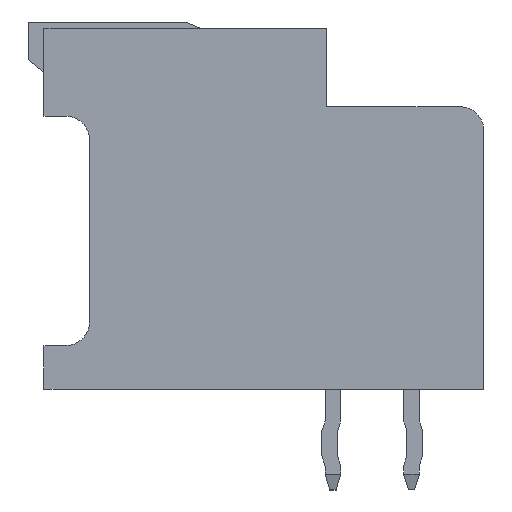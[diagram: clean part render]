
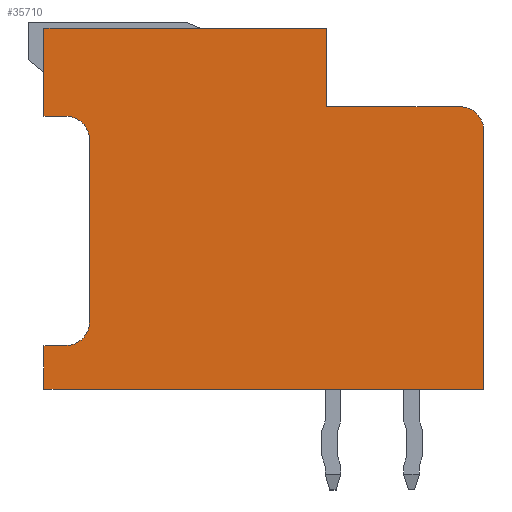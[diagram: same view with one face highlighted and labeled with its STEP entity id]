
A CAD part, left-side view. The second image highlights one B-rep face of the part: STEP entity #35710.
In plain terms, the highlighted face is planar.
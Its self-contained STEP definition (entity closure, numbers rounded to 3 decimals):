
#793=PLANE('',#37209);
#3721=LINE('',#49309,#7350);
#3726=LINE('',#49318,#7355);
#3730=LINE('',#49327,#7359);
#3739=LINE('',#49349,#7368);
#3772=LINE('',#49424,#7401);
#3776=LINE('',#49433,#7405);
#3780=LINE('',#49442,#7409);
#3781=LINE('',#49444,#7410);
#3782=LINE('',#49446,#7411);
#3783=LINE('',#49449,#7412);
#7350=VECTOR('',#41903,1000.);
#7355=VECTOR('',#41910,1000.);
#7359=VECTOR('',#41916,1000.);
#7368=VECTOR('',#41935,1000.);
#7401=VECTOR('',#41992,1000.);
#7405=VECTOR('',#41998,1000.);
#7409=VECTOR('',#42004,1000.);
#7410=VECTOR('',#42007,1000.);
#7411=VECTOR('',#42008,1000.);
#7412=VECTOR('',#42013,1000.);
#12718=ORIENTED_EDGE('',*,*,#18531,.T.);
#12719=ORIENTED_EDGE('',*,*,#18543,.T.);
#12720=ORIENTED_EDGE('',*,*,#18540,.T.);
#12721=ORIENTED_EDGE('',*,*,#18597,.T.);
#12722=ORIENTED_EDGE('',*,*,#18598,.T.);
#12723=ORIENTED_EDGE('',*,*,#18551,.T.);
#12724=ORIENTED_EDGE('',*,*,#18588,.T.);
#12725=ORIENTED_EDGE('',*,*,#18599,.F.);
#12726=ORIENTED_EDGE('',*,*,#18592,.T.);
#12727=ORIENTED_EDGE('',*,*,#18600,.F.);
#12728=ORIENTED_EDGE('',*,*,#18596,.T.);
#12729=ORIENTED_EDGE('',*,*,#18601,.T.);
#12730=ORIENTED_EDGE('',*,*,#18536,.T.);
#18531=EDGE_CURVE('',#21490,#21489,#3721,.T.);
#18536=EDGE_CURVE('',#21493,#21490,#3726,.T.);
#18540=EDGE_CURVE('',#21497,#21496,#3730,.T.);
#18543=EDGE_CURVE('',#21489,#21497,#22232,.T.);
#18551=EDGE_CURVE('',#21505,#21504,#3739,.T.);
#18588=EDGE_CURVE('',#21504,#21534,#3772,.T.);
#18592=EDGE_CURVE('',#21535,#21538,#3776,.T.);
#18596=EDGE_CURVE('',#21539,#21542,#3780,.T.);
#18597=EDGE_CURVE('',#21496,#21543,#3781,.T.);
#18598=EDGE_CURVE('',#21543,#21505,#3782,.T.);
#18599=EDGE_CURVE('',#21535,#21534,#22237,.T.);
#18600=EDGE_CURVE('',#21539,#21538,#22238,.T.);
#18601=EDGE_CURVE('',#21542,#21493,#3783,.T.);
#21489=VERTEX_POINT('',#49308);
#21490=VERTEX_POINT('',#49310);
#21493=VERTEX_POINT('',#49319);
#21496=VERTEX_POINT('',#49326);
#21497=VERTEX_POINT('',#49328);
#21504=VERTEX_POINT('',#49348);
#21505=VERTEX_POINT('',#49350);
#21534=VERTEX_POINT('',#49423);
#21535=VERTEX_POINT('',#49427);
#21538=VERTEX_POINT('',#49432);
#21539=VERTEX_POINT('',#49436);
#21542=VERTEX_POINT('',#49441);
#21543=VERTEX_POINT('',#49445);
#22232=CIRCLE('',#37192,0.75);
#22237=CIRCLE('',#37210,0.75);
#22238=CIRCLE('',#37211,0.75);
#23046=EDGE_LOOP('',(#12718,#12719,#12720,#12721,#12722,#12723,#12724,#12725,
#12726,#12727,#12728,#12729,#12730));
#24473=FACE_BOUND('',#23046,.T.);
#35710=ADVANCED_FACE('',(#24473),#793,.T.);
#37192=AXIS2_PLACEMENT_3D('',#49332,#41922,#41923);
#37209=AXIS2_PLACEMENT_3D('',#49443,#42005,#42006);
#37210=AXIS2_PLACEMENT_3D('',#49447,#42009,#42010);
#37211=AXIS2_PLACEMENT_3D('',#49448,#42011,#42012);
#41903=DIRECTION('',(0.,1.,0.));
#41910=DIRECTION('',(0.,0.,-1.));
#41916=DIRECTION('',(0.,0.,1.));
#41922=DIRECTION('',(1.,0.,0.));
#41923=DIRECTION('',(0.,0.,-1.));
#41935=DIRECTION('',(0.,-1.,0.));
#41992=DIRECTION('',(0.,0.,-1.));
#41998=DIRECTION('',(0.,-1.,0.));
#42004=DIRECTION('',(0.,0.,1.));
#42005=DIRECTION('',(1.,0.,0.));
#42006=DIRECTION('',(0.,0.,-1.));
#42007=DIRECTION('',(0.,1.,0.));
#42008=DIRECTION('',(0.,0.,1.));
#42009=DIRECTION('',(1.,0.,0.));
#42010=DIRECTION('',(0.,0.,-1.));
#42011=DIRECTION('',(1.,0.,0.));
#42012=DIRECTION('',(0.,0.,-1.));
#42013=DIRECTION('',(0.,-1.,0.));
#49308=CARTESIAN_POINT('',(16.7,3.75,-7.));
#49309=CARTESIAN_POINT('',(16.7,-4.5,-7.));
#49310=CARTESIAN_POINT('',(16.7,-4.5,-7.));
#49318=CARTESIAN_POINT('',(16.7,-4.5,7.));
#49319=CARTESIAN_POINT('',(16.7,-4.5,7.));
#49326=CARTESIAN_POINT('',(16.7,4.5,-2.));
#49327=CARTESIAN_POINT('',(16.7,4.5,-7.));
#49328=CARTESIAN_POINT('',(16.7,4.5,-6.25));
#49332=CARTESIAN_POINT('',(16.7,3.75,-6.25));
#49348=CARTESIAN_POINT('',(16.7,4.2,7.));
#49349=CARTESIAN_POINT('',(16.7,7.,7.));
#49350=CARTESIAN_POINT('',(16.7,7.,7.));
#49423=CARTESIAN_POINT('',(16.7,4.2,6.3));
#49424=CARTESIAN_POINT('',(16.7,4.2,7.));
#49427=CARTESIAN_POINT('',(16.7,3.45,5.55));
#49432=CARTESIAN_POINT('',(16.7,-2.35,5.55));
#49433=CARTESIAN_POINT('',(16.7,4.2,5.55));
#49436=CARTESIAN_POINT('',(16.7,-3.1,6.3));
#49441=CARTESIAN_POINT('',(16.7,-3.1,7.));
#49442=CARTESIAN_POINT('',(16.7,-3.1,5.55));
#49443=CARTESIAN_POINT('',(16.7,0.,0.));
#49444=CARTESIAN_POINT('',(16.7,4.5,-2.));
#49445=CARTESIAN_POINT('',(16.7,7.,-2.));
#49446=CARTESIAN_POINT('',(16.7,7.,-2.));
#49447=CARTESIAN_POINT('',(16.7,3.45,6.3));
#49448=CARTESIAN_POINT('',(16.7,-2.35,6.3));
#49449=CARTESIAN_POINT('',(16.7,-3.1,7.));
